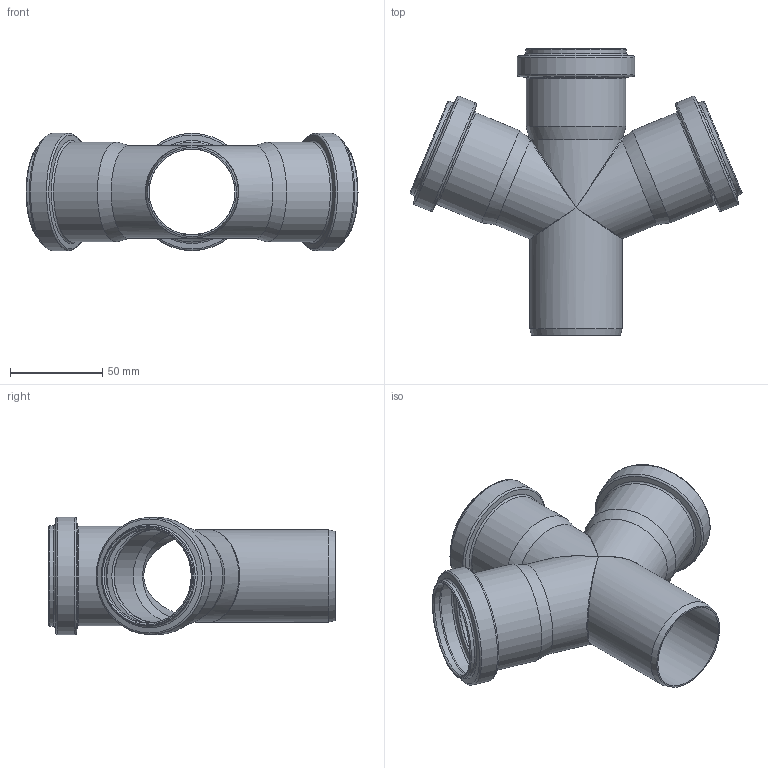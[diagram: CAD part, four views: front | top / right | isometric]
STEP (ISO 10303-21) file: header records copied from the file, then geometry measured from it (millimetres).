
FILE_DESCRIPTION(/* description */ (''),/* implementation_level */ '2;1');
FILE_NAME(/* name */ '172900 HTsafeDA DN_OD 50_50_50_67°.stp',/* time_stamp */ '2017-03-13T09:16:51+01:00',/* author */ ('user1'),/* organization */ (''),/* preprocessor_version */ 'ST-DEVELOPER v16.1',/* originating_system */ 'Autodesk Inventor 2016',/* authorisation */ '');
FILE_SCHEMA (('AUTOMOTIVE_DESIGN { 1 0 10303 214 3 1 1 }'));
Length unit declared in the file: millimetre
Products named in the file (1): 172900 HTsafeDA DN_OD 50_50_50_67°
Bounding box: 179.75 x 155 x 63.5 mm (x, y, z)
Volume: 78090.7 mm3; surface area: 92990.6 mm2
Topology: 1 solids, 1 shells, 94 faces, 206 edges, 107 vertices
Faces by surface type: cylinder 30, torus 30, cone 19, bspline 8, plane 7
Full cylindrical faces by diameter (mm): 46.5 x4, 50.1 x1, 50.8 x3, 51.1 x6, 54 x3, 54.3 x3, 60.3 x3, 63.5 x3
Entity records: 2506 total; most frequent: CARTESIAN_POINT 829, DIRECTION 370, ORIENTED_EDGE 228, AXIS2_PLACEMENT_3D 185, EDGE_LOOP 176, EDGE_CURVE 114, VERTEX_POINT 98, FACE_OUTER_BOUND 94
